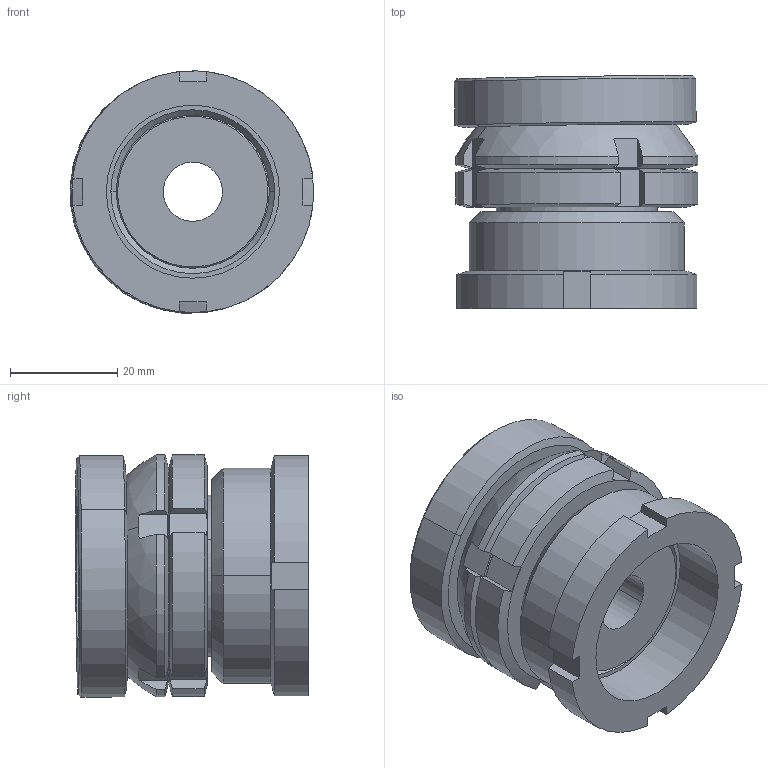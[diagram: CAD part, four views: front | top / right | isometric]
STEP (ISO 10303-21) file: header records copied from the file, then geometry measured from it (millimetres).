
FILE_DESCRIPTION (( 'STEP AP214' ), '1' );
FILE_NAME ('KAEK 30-11 0-0.STEP', '2015-08-18T15:35:08', ( '' ), ( '' ), 'SwSTEP 2.0', 'SolidWorks 2015', '' );
FILE_SCHEMA (( 'AUTOMOTIVE_DESIGN' ));
Length unit declared in the file: millimetre
Products named in the file (5): KAE 30-11 1-0 A1; NAE 30 2-0 A1; KM 30-0 A1; KAS 30 2-0 A1; KAEK 30-11 0-0
Assembly tree (4 placements, depth 2):
  KAEK 30-11 0-0
    NAE 30 2-0 A1
    KAS 30 2-0 A1
    KAE 30-11 1-0 A1
    KM 30-0 A1
Bounding box: 45.31 x 43.34 x 45.11 mm (x, y, z)
Volume: 49089.1 mm3; surface area: 20262.2 mm2
Topology: 4 solids, 4 shells, 132 faces, 312 edges, 194 vertices
Faces by surface type: plane 50, cylinder 40, cone 32, torus 6, sphere 4
Entity records: 4236 total; most frequent: CARTESIAN_POINT 921, DIRECTION 670, ORIENTED_EDGE 624, EDGE_CURVE 312, AXIS2_PLACEMENT_3D 279, VERTEX_POINT 194, EDGE_LOOP 146, CIRCLE 140
